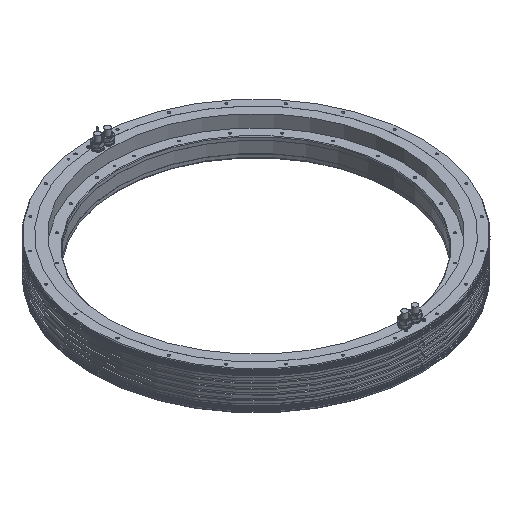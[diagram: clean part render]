
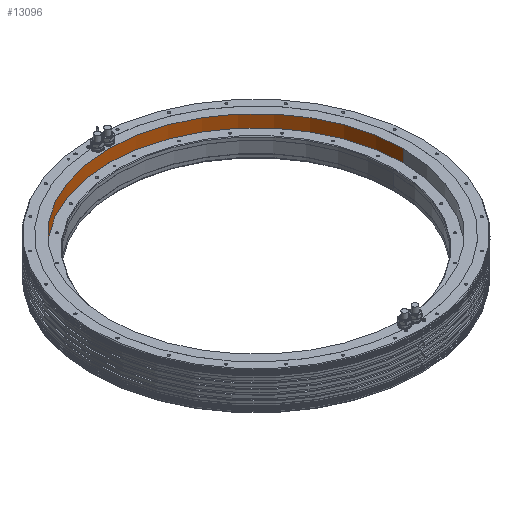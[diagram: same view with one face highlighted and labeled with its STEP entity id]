
A CAD part, isometric view. The second image highlights one B-rep face of the part: STEP entity #13096.
In plain terms, the highlighted cylindrical face has radius 574.37 mm (diameter 1148.74 mm), a partial arc.
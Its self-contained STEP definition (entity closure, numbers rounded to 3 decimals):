
#2210=DIRECTION('',(0.,0.,-1.));
#2211=VECTOR('',#2210,149.7);
#2212=CARTESIAN_POINT('',(574.37,0.,-0.15));
#2213=LINE('',#2212,#2211);
#2219=CARTESIAN_POINT('',(0.,0.,-149.85));
#2220=DIRECTION('',(0.,0.,1.));
#2221=DIRECTION('',(1.,0.,0.));
#2222=AXIS2_PLACEMENT_3D('',#2219,#2220,#2221);
#2224=DIRECTION('',(0.,0.,-1.));
#2225=VECTOR('',#2224,149.7);
#2226=CARTESIAN_POINT('',(-574.37,0.,-0.15));
#2227=LINE('',#2226,#2225);
#2228=CARTESIAN_POINT('',(0.,0.,-0.15));
#2229=DIRECTION('',(0.,0.,1.));
#2230=DIRECTION('',(1.,0.,0.));
#2231=AXIS2_PLACEMENT_3D('',#2228,#2229,#2230);
#8228=CARTESIAN_POINT('',(-574.37,0.,-0.15));
#8229=CARTESIAN_POINT('',(574.37,0.,-0.15));
#8230=VERTEX_POINT('',#8228);
#8231=VERTEX_POINT('',#8229);
#8240=CARTESIAN_POINT('',(-574.37,0.,-149.85));
#8241=CARTESIAN_POINT('',(574.37,0.,-149.85));
#8242=VERTEX_POINT('',#8240);
#8243=VERTEX_POINT('',#8241);
#13084=CARTESIAN_POINT('',(0.,0.,0.));
#13085=DIRECTION('',(0.,0.,1.));
#13086=DIRECTION('',(1.,0.,0.));
#13087=AXIS2_PLACEMENT_3D('',#13084,#13085,#13086);
#13088=CYLINDRICAL_SURFACE('',#13087,574.37);
#13089=ORIENTED_EDGE('',*,*,#13050,.T.);
#13090=ORIENTED_EDGE('',*,*,#13072,.F.);
#13092=ORIENTED_EDGE('',*,*,#13091,.F.);
#13093=ORIENTED_EDGE('',*,*,#13068,.T.);
#13094=EDGE_LOOP('',(#13089,#13090,#13092,#13093));
#13095=FACE_OUTER_BOUND('',#13094,.F.);
#13096=ADVANCED_FACE('',(#13095),#13088,.F.);
#2223=CIRCLE('',#2222,574.37);
#2232=CIRCLE('',#2231,574.37);
#13050=EDGE_CURVE('',#8243,#8242,#2223,.T.);
#13068=EDGE_CURVE('',#8231,#8243,#2213,.T.);
#13072=EDGE_CURVE('',#8230,#8242,#2227,.T.);
#13091=EDGE_CURVE('',#8231,#8230,#2232,.T.);
